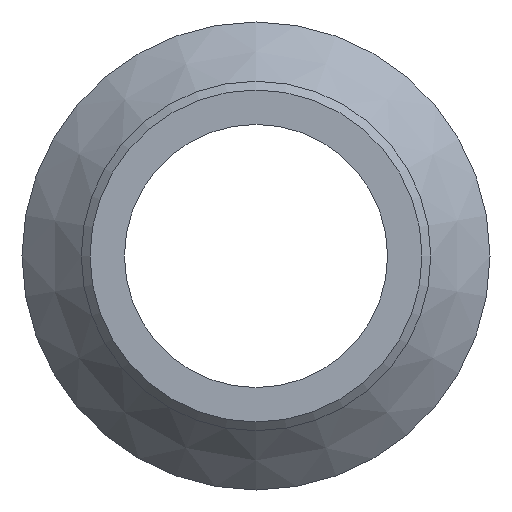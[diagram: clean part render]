
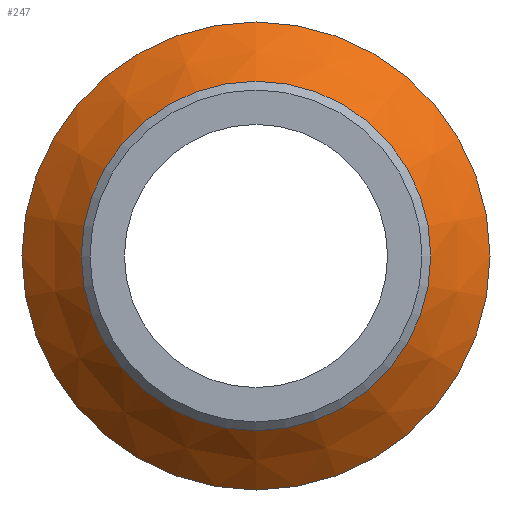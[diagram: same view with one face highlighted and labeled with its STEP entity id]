
A CAD part, front view. The second image highlights one B-rep face of the part: STEP entity #247.
In plain terms, the highlighted conical face has half-angle 45 degrees and reference radius 5.975 mm.
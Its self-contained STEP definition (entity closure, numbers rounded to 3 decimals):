
#29=CONICAL_SURFACE('',#294,5.975,0.785);
#51=ORIENTED_EDGE('',*,*,#92,.T.);
#52=ORIENTED_EDGE('',*,*,#93,.F.);
#92=EDGE_CURVE('',#114,#114,#136,.T.);
#93=EDGE_CURVE('',#115,#115,#137,.T.);
#114=VERTEX_POINT('',#440);
#115=VERTEX_POINT('',#443);
#136=CIRCLE('',#293,8.);
#137=CIRCLE('',#295,5.975);
#161=EDGE_LOOP('',(#51));
#162=EDGE_LOOP('',(#52));
#205=FACE_BOUND('',#161,.T.);
#206=FACE_BOUND('',#162,.T.);
#247=ADVANCED_FACE('',(#205,#206),#29,.T.);
#293=AXIS2_PLACEMENT_3D('',#439,#357,#358);
#294=AXIS2_PLACEMENT_3D('',#441,#359,#360);
#295=AXIS2_PLACEMENT_3D('',#442,#361,#362);
#357=DIRECTION('',(0.,-1.,0.));
#358=DIRECTION('',(0.,0.,-1.));
#359=DIRECTION('',(0.,1.,0.));
#360=DIRECTION('',(0.,0.,1.));
#361=DIRECTION('',(0.,-1.,0.));
#362=DIRECTION('',(0.,0.,-1.));
#439=CARTESIAN_POINT('',(0.,27.025,0.));
#440=CARTESIAN_POINT('',(0.,27.025,-8.));
#441=CARTESIAN_POINT('',(0.,25.,0.));
#442=CARTESIAN_POINT('',(0.,25.,0.));
#443=CARTESIAN_POINT('',(0.,25.,-5.975));
